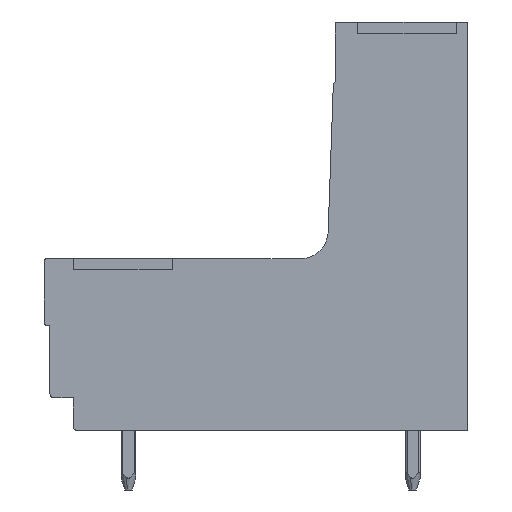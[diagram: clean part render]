
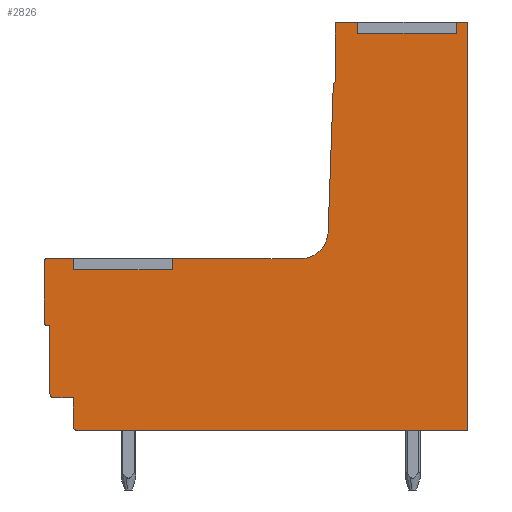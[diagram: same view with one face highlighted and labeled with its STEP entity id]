
A CAD part, left-side view. The second image highlights one B-rep face of the part: STEP entity #2826.
In plain terms, the highlighted planar face has unit normal (-1, 0, 0).
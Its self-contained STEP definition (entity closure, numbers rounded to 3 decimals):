
#2669=AXIS2_PLACEMENT_3D('Plane Axis2P3D',#2666,#2667,#2668) ;
#2680=AXIS2_PLACEMENT_3D('Circle Axis2P3D',#2678,#2679,$) ;
#2694=AXIS2_PLACEMENT_3D('Circle Axis2P3D',#2692,#2693,$) ;
#2708=AXIS2_PLACEMENT_3D('Circle Axis2P3D',#2706,#2707,$) ;
#2727=AXIS2_PLACEMENT_3D('Circle Axis2P3D',#2725,#2726,$) ;
#2741=AXIS2_PLACEMENT_3D('Circle Axis2P3D',#2739,#2740,$) ;
#2762=AXIS2_PLACEMENT_3D('Circle Axis2P3D',#2760,#2761,$) ;
#2783=AXIS2_PLACEMENT_3D('Circle Axis2P3D',#2781,#2782,$) ;
#36=CARTESIAN_POINT('Line Origine',(0.3,5.9,24.8)) ;
#40=CARTESIAN_POINT('Vertex',(0.3,5.9,25.1)) ;
#42=CARTESIAN_POINT('Vertex',(0.3,5.9,24.5)) ;
#76=CARTESIAN_POINT('Line Origine',(0.3,3.25,24.5)) ;
#80=CARTESIAN_POINT('Vertex',(0.3,0.6,24.5)) ;
#135=CARTESIAN_POINT('Vertex',(0.3,0.6,25.1)) ;
#155=CARTESIAN_POINT('Line Origine',(0.3,0.6,24.8)) ;
#172=CARTESIAN_POINT('Line Origine',(0.3,21.14,12.1)) ;
#176=CARTESIAN_POINT('Vertex',(0.3,21.14,12.4)) ;
#178=CARTESIAN_POINT('Vertex',(0.3,21.14,11.8)) ;
#212=CARTESIAN_POINT('Line Origine',(0.3,18.49,11.8)) ;
#216=CARTESIAN_POINT('Vertex',(0.3,15.84,11.8)) ;
#266=CARTESIAN_POINT('Vertex',(0.3,15.84,12.4)) ;
#286=CARTESIAN_POINT('Line Origine',(0.3,15.84,12.1)) ;
#356=CARTESIAN_POINT('Vertex',(0.3,0.,3.2)) ;
#359=CARTESIAN_POINT('Line Origine',(0.3,10.47,3.2)) ;
#363=CARTESIAN_POINT('Vertex',(0.3,20.94,3.2)) ;
#2666=CARTESIAN_POINT('Axis2P3D Location',(0.3,0.,0.)) ;
#2671=CARTESIAN_POINT('Line Origine',(0.3,6.45,25.1)) ;
#2675=CARTESIAN_POINT('Vertex',(0.3,7.,25.1)) ;
#2678=CARTESIAN_POINT('Axis2P3D Location',(0.3,7.,25.)) ;
#2682=CARTESIAN_POINT('Vertex',(0.3,7.1,25.)) ;
#2685=CARTESIAN_POINT('Line Origine',(0.3,7.1,23.45)) ;
#2689=CARTESIAN_POINT('Vertex',(0.3,7.1,21.9)) ;
#2692=CARTESIAN_POINT('Axis2P3D Location',(0.3,6.952,21.694)) ;
#2696=CARTESIAN_POINT('Vertex',(0.3,7.206,21.705)) ;
#2699=CARTESIAN_POINT('Line Origine',(0.3,7.343,17.776)) ;
#2703=CARTESIAN_POINT('Vertex',(0.3,7.48,13.848)) ;
#2706=CARTESIAN_POINT('Axis2P3D Location',(0.3,8.979,13.9)) ;
#2710=CARTESIAN_POINT('Vertex',(0.3,8.979,12.4)) ;
#2713=CARTESIAN_POINT('Line Origine',(0.3,12.41,12.4)) ;
#2718=CARTESIAN_POINT('Line Origine',(0.3,21.87,12.4)) ;
#2722=CARTESIAN_POINT('Vertex',(0.3,22.6,12.4)) ;
#2725=CARTESIAN_POINT('Axis2P3D Location',(0.3,22.6,12.3)) ;
#2729=CARTESIAN_POINT('Vertex',(0.3,22.7,12.3)) ;
#2732=CARTESIAN_POINT('Line Origine',(0.3,22.7,10.65)) ;
#2736=CARTESIAN_POINT('Vertex',(0.3,22.7,9.)) ;
#2739=CARTESIAN_POINT('Axis2P3D Location',(0.3,22.5,9.)) ;
#2743=CARTESIAN_POINT('Vertex',(0.3,22.5,8.8)) ;
#2746=CARTESIAN_POINT('Line Origine',(0.3,22.45,8.8)) ;
#2750=CARTESIAN_POINT('Vertex',(0.3,22.4,8.8)) ;
#2753=CARTESIAN_POINT('Line Origine',(0.3,22.4,6.975)) ;
#2757=CARTESIAN_POINT('Vertex',(0.3,22.4,5.15)) ;
#2760=CARTESIAN_POINT('Axis2P3D Location',(0.3,22.2,5.15)) ;
#2764=CARTESIAN_POINT('Vertex',(0.3,22.2,4.95)) ;
#2767=CARTESIAN_POINT('Line Origine',(0.3,21.67,4.95)) ;
#2771=CARTESIAN_POINT('Vertex',(0.3,21.14,4.95)) ;
#2774=CARTESIAN_POINT('Line Origine',(0.3,21.14,4.175)) ;
#2778=CARTESIAN_POINT('Vertex',(0.3,21.14,3.4)) ;
#2781=CARTESIAN_POINT('Axis2P3D Location',(0.3,20.94,3.4)) ;
#2786=CARTESIAN_POINT('Line Origine',(0.3,0.,14.15)) ;
#2790=CARTESIAN_POINT('Vertex',(0.3,0.,25.1)) ;
#2793=CARTESIAN_POINT('Line Origine',(0.3,0.3,25.1)) ;
#37=DIRECTION('Vector Direction',(0.,0.,1.)) ;
#77=DIRECTION('Vector Direction',(0.,1.,0.)) ;
#156=DIRECTION('Vector Direction',(0.,0.,-1.)) ;
#173=DIRECTION('Vector Direction',(0.,0.,1.)) ;
#213=DIRECTION('Vector Direction',(0.,1.,0.)) ;
#287=DIRECTION('Vector Direction',(0.,0.,-1.)) ;
#360=DIRECTION('Vector Direction',(0.,1.,0.)) ;
#2667=DIRECTION('Axis2P3D Direction',(-1.,0.,0.)) ;
#2668=DIRECTION('Axis2P3D XDirection',(0.,0.,1.)) ;
#2672=DIRECTION('Vector Direction',(0.,-1.,0.)) ;
#2679=DIRECTION('Axis2P3D Direction',(-1.,0.,0.)) ;
#2686=DIRECTION('Vector Direction',(0.,0.,1.)) ;
#2693=DIRECTION('Axis2P3D Direction',(-1.,0.,0.)) ;
#2700=DIRECTION('Vector Direction',(0.,-0.035,0.999)) ;
#2707=DIRECTION('Axis2P3D Direction',(-1.,0.,0.)) ;
#2714=DIRECTION('Vector Direction',(0.,-1.,0.)) ;
#2719=DIRECTION('Vector Direction',(0.,-1.,0.)) ;
#2726=DIRECTION('Axis2P3D Direction',(-1.,0.,0.)) ;
#2733=DIRECTION('Vector Direction',(0.,0.,1.)) ;
#2740=DIRECTION('Axis2P3D Direction',(-1.,0.,0.)) ;
#2747=DIRECTION('Vector Direction',(0.,1.,0.)) ;
#2754=DIRECTION('Vector Direction',(0.,0.,1.)) ;
#2761=DIRECTION('Axis2P3D Direction',(-1.,0.,0.)) ;
#2768=DIRECTION('Vector Direction',(0.,1.,0.)) ;
#2775=DIRECTION('Vector Direction',(0.,0.,1.)) ;
#2782=DIRECTION('Axis2P3D Direction',(-1.,0.,0.)) ;
#2787=DIRECTION('Vector Direction',(0.,0.,-1.)) ;
#2794=DIRECTION('Vector Direction',(0.,-1.,0.)) ;
#38=VECTOR('Line Direction',#37,1.) ;
#78=VECTOR('Line Direction',#77,1.) ;
#157=VECTOR('Line Direction',#156,1.) ;
#174=VECTOR('Line Direction',#173,1.) ;
#214=VECTOR('Line Direction',#213,1.) ;
#288=VECTOR('Line Direction',#287,1.) ;
#361=VECTOR('Line Direction',#360,1.) ;
#2673=VECTOR('Line Direction',#2672,1.) ;
#2687=VECTOR('Line Direction',#2686,1.) ;
#2701=VECTOR('Line Direction',#2700,1.) ;
#2715=VECTOR('Line Direction',#2714,1.) ;
#2720=VECTOR('Line Direction',#2719,1.) ;
#2734=VECTOR('Line Direction',#2733,1.) ;
#2748=VECTOR('Line Direction',#2747,1.) ;
#2755=VECTOR('Line Direction',#2754,1.) ;
#2769=VECTOR('Line Direction',#2768,1.) ;
#2776=VECTOR('Line Direction',#2775,1.) ;
#2788=VECTOR('Line Direction',#2787,1.) ;
#2795=VECTOR('Line Direction',#2794,1.) ;
#2799=ORIENTED_EDGE('',*,*,#2677,.T.) ;
#2800=ORIENTED_EDGE('',*,*,#2684,.T.) ;
#2801=ORIENTED_EDGE('',*,*,#2691,.T.) ;
#2802=ORIENTED_EDGE('',*,*,#2698,.T.) ;
#2803=ORIENTED_EDGE('',*,*,#2705,.T.) ;
#2804=ORIENTED_EDGE('',*,*,#2712,.T.) ;
#2805=ORIENTED_EDGE('',*,*,#2717,.T.) ;
#2806=ORIENTED_EDGE('',*,*,#290,.F.) ;
#2807=ORIENTED_EDGE('',*,*,#218,.F.) ;
#2808=ORIENTED_EDGE('',*,*,#180,.F.) ;
#2809=ORIENTED_EDGE('',*,*,#2724,.T.) ;
#2810=ORIENTED_EDGE('',*,*,#2731,.T.) ;
#2811=ORIENTED_EDGE('',*,*,#2738,.T.) ;
#2812=ORIENTED_EDGE('',*,*,#2745,.T.) ;
#2813=ORIENTED_EDGE('',*,*,#2752,.T.) ;
#2814=ORIENTED_EDGE('',*,*,#2759,.T.) ;
#2815=ORIENTED_EDGE('',*,*,#2766,.T.) ;
#2816=ORIENTED_EDGE('',*,*,#2773,.T.) ;
#2817=ORIENTED_EDGE('',*,*,#2780,.T.) ;
#2818=ORIENTED_EDGE('',*,*,#2785,.T.) ;
#2819=ORIENTED_EDGE('',*,*,#365,.T.) ;
#2820=ORIENTED_EDGE('',*,*,#2792,.T.) ;
#2821=ORIENTED_EDGE('',*,*,#2797,.T.) ;
#2822=ORIENTED_EDGE('',*,*,#159,.F.) ;
#2823=ORIENTED_EDGE('',*,*,#82,.F.) ;
#2824=ORIENTED_EDGE('',*,*,#44,.F.) ;
#2826=ADVANCED_FACE('HOUSING',(#2825),#2670,.T.) ;
#2681=CIRCLE('generated circle',#2680,0.1) ;
#2695=CIRCLE('generated circle',#2694,0.253) ;
#2709=CIRCLE('generated circle',#2708,1.5) ;
#2728=CIRCLE('generated circle',#2727,0.1) ;
#2742=CIRCLE('generated circle',#2741,0.2) ;
#2763=CIRCLE('generated circle',#2762,0.2) ;
#2784=CIRCLE('generated circle',#2783,0.2) ;
#44=EDGE_CURVE('',#41,#43,#39,.F.) ;
#82=EDGE_CURVE('',#43,#81,#79,.F.) ;
#159=EDGE_CURVE('',#81,#136,#158,.F.) ;
#180=EDGE_CURVE('',#177,#179,#175,.F.) ;
#218=EDGE_CURVE('',#179,#217,#215,.F.) ;
#290=EDGE_CURVE('',#217,#267,#289,.F.) ;
#365=EDGE_CURVE('',#364,#357,#362,.F.) ;
#2677=EDGE_CURVE('',#41,#2676,#2674,.F.) ;
#2684=EDGE_CURVE('',#2676,#2683,#2681,.T.) ;
#2691=EDGE_CURVE('',#2683,#2690,#2688,.F.) ;
#2698=EDGE_CURVE('',#2690,#2697,#2695,.T.) ;
#2705=EDGE_CURVE('',#2697,#2704,#2702,.F.) ;
#2712=EDGE_CURVE('',#2704,#2711,#2709,.F.) ;
#2717=EDGE_CURVE('',#2711,#267,#2716,.F.) ;
#2724=EDGE_CURVE('',#177,#2723,#2721,.F.) ;
#2731=EDGE_CURVE('',#2723,#2730,#2728,.T.) ;
#2738=EDGE_CURVE('',#2730,#2737,#2735,.F.) ;
#2745=EDGE_CURVE('',#2737,#2744,#2742,.T.) ;
#2752=EDGE_CURVE('',#2744,#2751,#2749,.F.) ;
#2759=EDGE_CURVE('',#2751,#2758,#2756,.F.) ;
#2766=EDGE_CURVE('',#2758,#2765,#2763,.T.) ;
#2773=EDGE_CURVE('',#2765,#2772,#2770,.F.) ;
#2780=EDGE_CURVE('',#2772,#2779,#2777,.F.) ;
#2785=EDGE_CURVE('',#2779,#364,#2784,.T.) ;
#2792=EDGE_CURVE('',#357,#2791,#2789,.F.) ;
#2797=EDGE_CURVE('',#2791,#136,#2796,.F.) ;
#2798=EDGE_LOOP('',(#2799,#2800,#2801,#2802,#2803,#2804,#2805,#2806,#2807,#2808,#2809,#2810,#2811,#2812,#2813,#2814,#2815,#2816,#2817,#2818,#2819,#2820,#2821,#2822,#2823,#2824)) ;
#2825=FACE_OUTER_BOUND('',#2798,.T.) ;
#39=LINE('Line',#36,#38) ;
#79=LINE('Line',#76,#78) ;
#158=LINE('Line',#155,#157) ;
#175=LINE('Line',#172,#174) ;
#215=LINE('Line',#212,#214) ;
#289=LINE('Line',#286,#288) ;
#362=LINE('Line',#359,#361) ;
#2674=LINE('Line',#2671,#2673) ;
#2688=LINE('Line',#2685,#2687) ;
#2702=LINE('Line',#2699,#2701) ;
#2716=LINE('Line',#2713,#2715) ;
#2721=LINE('Line',#2718,#2720) ;
#2735=LINE('Line',#2732,#2734) ;
#2749=LINE('Line',#2746,#2748) ;
#2756=LINE('Line',#2753,#2755) ;
#2770=LINE('Line',#2767,#2769) ;
#2777=LINE('Line',#2774,#2776) ;
#2789=LINE('Line',#2786,#2788) ;
#2796=LINE('Line',#2793,#2795) ;
#2670=PLANE('',#2669) ;
#41=VERTEX_POINT('',#40) ;
#43=VERTEX_POINT('',#42) ;
#81=VERTEX_POINT('',#80) ;
#136=VERTEX_POINT('',#135) ;
#177=VERTEX_POINT('',#176) ;
#179=VERTEX_POINT('',#178) ;
#217=VERTEX_POINT('',#216) ;
#267=VERTEX_POINT('',#266) ;
#357=VERTEX_POINT('',#356) ;
#364=VERTEX_POINT('',#363) ;
#2676=VERTEX_POINT('',#2675) ;
#2683=VERTEX_POINT('',#2682) ;
#2690=VERTEX_POINT('',#2689) ;
#2697=VERTEX_POINT('',#2696) ;
#2704=VERTEX_POINT('',#2703) ;
#2711=VERTEX_POINT('',#2710) ;
#2723=VERTEX_POINT('',#2722) ;
#2730=VERTEX_POINT('',#2729) ;
#2737=VERTEX_POINT('',#2736) ;
#2744=VERTEX_POINT('',#2743) ;
#2751=VERTEX_POINT('',#2750) ;
#2758=VERTEX_POINT('',#2757) ;
#2765=VERTEX_POINT('',#2764) ;
#2772=VERTEX_POINT('',#2771) ;
#2779=VERTEX_POINT('',#2778) ;
#2791=VERTEX_POINT('',#2790) ;
